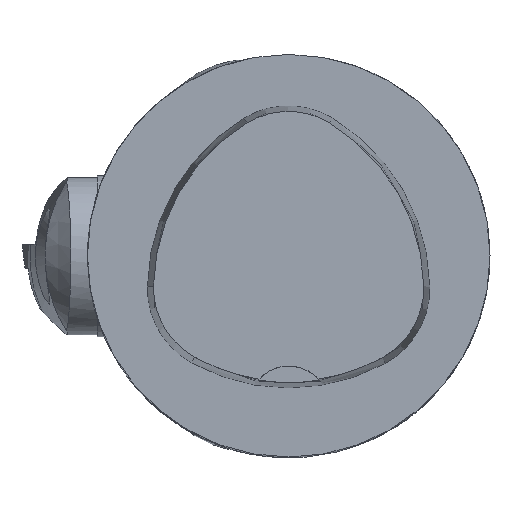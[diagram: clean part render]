
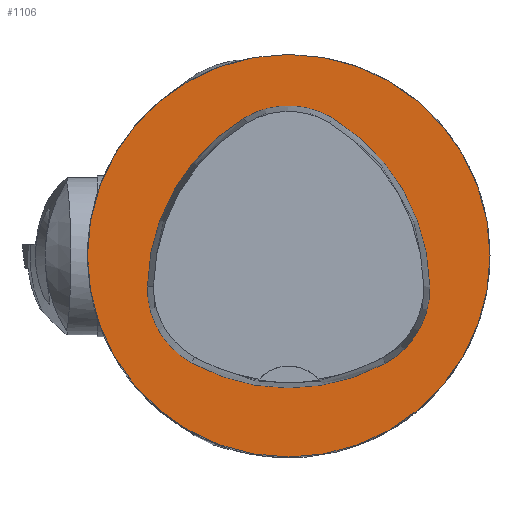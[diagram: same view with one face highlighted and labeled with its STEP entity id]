
A CAD part, top view. The second image highlights one B-rep face of the part: STEP entity #1106.
In plain terms, the highlighted planar face has unit normal (0, 0, 1).
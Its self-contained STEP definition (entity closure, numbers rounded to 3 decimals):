
#426=PLANE('',#7917);
#1106=ADVANCED_FACE('',(#2936,#2937),#426,.T.);
#2712=CIRCLE('',#7803,20.);
#2777=CIRCLE('',#7895,20.);
#2779=CIRCLE('',#7898,8.5);
#2781=CIRCLE('',#7901,20.);
#2783=CIRCLE('',#7904,8.5);
#2787=CIRCLE('',#7909,20.);
#2789=CIRCLE('',#7912,8.5);
#2936=FACE_BOUND('',#3050,.T.);
#2937=FACE_BOUND('',#3051,.T.);
#3050=EDGE_LOOP('',(#3794,#3795,#3796,#3797,#3798,#3799));
#3051=EDGE_LOOP('',(#3800));
#3794=ORIENTED_EDGE('',*,*,#6698,.T.);
#3795=ORIENTED_EDGE('',*,*,#6678,.T.);
#3796=ORIENTED_EDGE('',*,*,#6682,.T.);
#3797=ORIENTED_EDGE('',*,*,#6685,.T.);
#3798=ORIENTED_EDGE('',*,*,#6688,.T.);
#3799=ORIENTED_EDGE('',*,*,#6696,.T.);
#3800=ORIENTED_EDGE('',*,*,#6422,.F.);
#5678=VERTEX_POINT('',#10506);
#5929=VERTEX_POINT('',#11101);
#5930=VERTEX_POINT('',#11102);
#5933=VERTEX_POINT('',#11110);
#5935=VERTEX_POINT('',#11116);
#5937=VERTEX_POINT('',#11122);
#5944=VERTEX_POINT('',#11143);
#6422=EDGE_CURVE('',#5678,#5678,#2712,.T.);
#6678=EDGE_CURVE('',#5929,#5930,#2777,.T.);
#6682=EDGE_CURVE('',#5930,#5933,#2779,.T.);
#6685=EDGE_CURVE('',#5933,#5935,#2781,.T.);
#6688=EDGE_CURVE('',#5935,#5937,#2783,.T.);
#6696=EDGE_CURVE('',#5937,#5944,#2787,.T.);
#6698=EDGE_CURVE('',#5944,#5929,#2789,.T.);
#7803=AXIS2_PLACEMENT_3D('',#10505,#8455,#8456);
#7895=AXIS2_PLACEMENT_3D('',#11100,#8807,#8808);
#7898=AXIS2_PLACEMENT_3D('',#11109,#8815,#8816);
#7901=AXIS2_PLACEMENT_3D('',#11115,#8822,#8823);
#7904=AXIS2_PLACEMENT_3D('',#11121,#8829,#8830);
#7909=AXIS2_PLACEMENT_3D('',#11144,#8841,#8842);
#7912=AXIS2_PLACEMENT_3D('',#11147,#8847,#8848);
#7917=AXIS2_PLACEMENT_3D('',#11152,#8857,#8858);
#8455=DIRECTION('',(0.,0.,-1.));
#8456=DIRECTION('',(-1.,0.,0.));
#8807=DIRECTION('',(0.,0.,-1.));
#8808=DIRECTION('',(-1.,0.,0.));
#8815=DIRECTION('',(0.,0.,-1.));
#8816=DIRECTION('',(-1.,0.,0.));
#8822=DIRECTION('',(0.,0.,-1.));
#8823=DIRECTION('',(-1.,0.,0.));
#8829=DIRECTION('',(0.,0.,-1.));
#8830=DIRECTION('',(-1.,0.,0.));
#8841=DIRECTION('',(0.,0.,-1.));
#8842=DIRECTION('',(-1.,0.,0.));
#8847=DIRECTION('',(0.,0.,-1.));
#8848=DIRECTION('',(-1.,0.,0.));
#8857=DIRECTION('',(0.,0.,1.));
#8858=DIRECTION('',(1.,0.,0.));
#10505=CARTESIAN_POINT('',(0.,0.,0.));
#10506=CARTESIAN_POINT('',(-20.,0.,0.));
#11100=CARTESIAN_POINT('',(5.955,-3.414,0.));
#11101=CARTESIAN_POINT('',(-14.041,-3.042,0.));
#11102=CARTESIAN_POINT('',(-4.472,13.653,0.));
#11109=CARTESIAN_POINT('',(-0.04,6.4,0.));
#11110=CARTESIAN_POINT('',(4.347,13.68,0.));
#11115=CARTESIAN_POINT('',(-5.976,-3.45,0.));
#11116=CARTESIAN_POINT('',(14.021,-3.075,0.));
#11121=CARTESIAN_POINT('',(5.522,-3.235,0.));
#11122=CARTESIAN_POINT('',(9.588,-10.699,0.));
#11143=CARTESIAN_POINT('',(-9.655,-10.639,0.));
#11144=CARTESIAN_POINT('',(0.022,6.864,0.));
#11147=CARTESIAN_POINT('',(-5.543,-3.2,0.));
#11152=CARTESIAN_POINT('',(0.,0.,0.));
